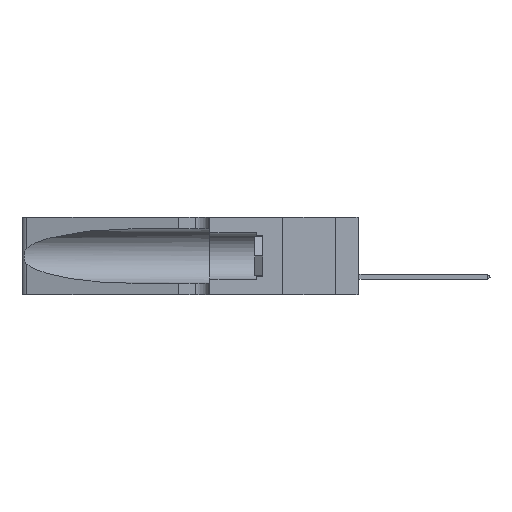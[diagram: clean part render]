
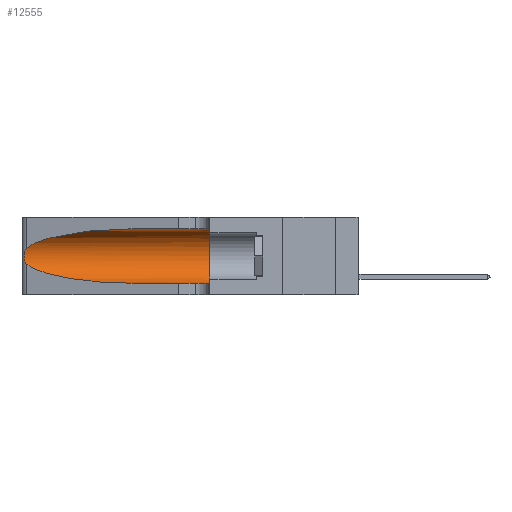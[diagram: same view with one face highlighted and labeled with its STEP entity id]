
A CAD part, left-side view. The second image highlights one B-rep face of the part: STEP entity #12555.
In plain terms, the highlighted cylindrical face has radius 3.308 mm (diameter 6.617 mm), a partial arc.
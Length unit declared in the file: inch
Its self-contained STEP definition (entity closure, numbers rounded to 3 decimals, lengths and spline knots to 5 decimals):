
#613 = CARTESIAN_POINT ( 'NONE',  ( 0.1305, 1.61858, 0.31525 ) ) ;
#1039 = ORIENTED_EDGE ( 'NONE', *, *, #26708, .F. ) ;
#1140 = CARTESIAN_POINT ( 'NONE',  ( 0.25555, 1.22993, 0.14849 ) ) ;
#1742 = CARTESIAN_POINT ( 'NONE',  ( 0.2373, 1.15595, 0.28018 ) ) ;
#1823 = CARTESIAN_POINT ( 'NONE',  ( 0.25787, 1.23484, 0.2124 ) ) ;
#3415 = VERTEX_POINT ( 'NONE', #7871 ) ;
#3678 = EDGE_CURVE ( 'NONE', #8643, #10376, #20485, .T. ) ;
#4342 = CARTESIAN_POINT ( 'NONE',  ( 0.1305, 1.61858, 0.05475 ) ) ;
#5141 = CARTESIAN_POINT ( 'NONE',  ( 0.26018, 1.23835, 0.19895 ) ) ;
#6712 = CARTESIAN_POINT ( 'NONE',  ( 0.18966, 0.96281, 0.05475 ) ) ;
#7871 = CARTESIAN_POINT ( 'NONE',  ( 0.1305, 0.35, 0.05475 ) ) ;
#8098 = VERTEX_POINT ( 'NONE', #47492 ) ;
#8643 = VERTEX_POINT ( 'NONE', #34040 ) ;
#8715 = EDGE_CURVE ( 'NONE', #22182, #3415, #27602, .T. ) ;
#8841 = CARTESIAN_POINT ( 'NONE',  ( 0.25487, 1.22718, 0.14631 ) ) ;
#9144 = EDGE_CURVE ( 'NONE', #37363, #8098, #11503, .T. ) ;
#9365 = CARTESIAN_POINT ( 'NONE',  ( 0.25854, 1.2359, 0.20912 ) ) ;
#9731 = DIRECTION ( 'NONE',  ( 0., 0., -1. ) ) ;
#10376 = VERTEX_POINT ( 'NONE', #11624 ) ;
#10387 = EDGE_CURVE ( 'NONE', #37363, #8643, #11678, .T. ) ;
#11503 = LINE ( 'NONE', #613, #15608 ) ;
#11624 = CARTESIAN_POINT ( 'NONE',  ( 0.25487, 1.22718, 0.14631 ) ) ;
#11678 =( BOUNDED_CURVE ( )  B_SPLINE_CURVE ( 3, ( #20418, #35896, #1742, #29592 ),
 .UNSPECIFIED., .F., .T. ) 
 B_SPLINE_CURVE_WITH_KNOTS ( ( 4, 4 ),
 ( 1.5708, 2.84003 ),
 .UNSPECIFIED. ) 
 CURVE ( )  GEOMETRIC_REPRESENTATION_ITEM ( )  RATIONAL_B_SPLINE_CURVE ( ( 1., 0.87, 0.87, 1. ) ) 
 REPRESENTATION_ITEM ( '' )  );
#11796 = FACE_OUTER_BOUND ( 'NONE', #24287, .T. ) ;
#11869 = AXIS2_PLACEMENT_3D ( 'NONE', #16009, #36841, #9731 ) ;
#12177 = CIRCLE ( 'NONE', #12930, 0.13025 ) ;
#12555 = ADVANCED_FACE ( 'NONE', ( #11796 ), #21380, .F. ) ;
#12930 = AXIS2_PLACEMENT_3D ( 'NONE', #28392, #35854, #24758 ) ;
#15608 = VECTOR ( 'NONE', #19975, 39.37008 ) ;
#16009 = CARTESIAN_POINT ( 'NONE',  ( 0.1305, 1.61858, 0.185 ) ) ;
#16211 = ORIENTED_EDGE ( 'NONE', *, *, #30906, .T. ) ;
#17164 = CARTESIAN_POINT ( 'NONE',  ( 0.25856, 1.23593, 0.16098 ) ) ;
#18056 = CARTESIAN_POINT ( 'NONE',  ( 0.2373, 1.15595, 0.08982 ) ) ;
#19975 = DIRECTION ( 'NONE',  ( 0., -1., 0. ) ) ;
#20418 = CARTESIAN_POINT ( 'NONE',  ( 0.1305, 0.72297, 0.31525 ) ) ;
#20485 = B_SPLINE_CURVE_WITH_KNOTS ( 'NONE', 3,
 ( #47493, #28334, #31995, #1823, #9365, #5141, #35635, #36165, #39968, #17164, #46810, #24006, #1140, #8841 ),
 .UNSPECIFIED., .F., .F.,
 ( 4, 2, 2, 2, 2, 2, 4 ),
 ( 0., 0.00027, 0.00053, 0.00107, 0.0016, 0.00187, 0.00214 ),
 .UNSPECIFIED. ) ;
#21380 = CYLINDRICAL_SURFACE ( 'NONE', #11869, 0.13025 ) ;
#22182 = VERTEX_POINT ( 'NONE', #44189 ) ;
#23588 = ORIENTED_EDGE ( 'NONE', *, *, #8715, .T. ) ;
#24006 = CARTESIAN_POINT ( 'NONE',  ( 0.25639, 1.23186, 0.15144 ) ) ;
#24287 = EDGE_LOOP ( 'NONE', ( #32291, #39155, #16211, #23588, #1039, #44950 ) ) ;
#24758 = DIRECTION ( 'NONE',  ( 0., 0., 1. ) ) ;
#26708 = EDGE_CURVE ( 'NONE', #8098, #3415, #12177, .T. ) ;
#27602 = LINE ( 'NONE', #4342, #36583 ) ;
#28334 = CARTESIAN_POINT ( 'NONE',  ( 0.25555, 1.22994, 0.2215 ) ) ;
#28392 = CARTESIAN_POINT ( 'NONE',  ( 0.1305, 0.35, 0.185 ) ) ;
#29592 = CARTESIAN_POINT ( 'NONE',  ( 0.25487, 1.22718, 0.22369 ) ) ;
#30906 = EDGE_CURVE ( 'NONE', #10376, #22182, #35430, .T. ) ;
#31995 = CARTESIAN_POINT ( 'NONE',  ( 0.25639, 1.23184, 0.21858 ) ) ;
#32291 = ORIENTED_EDGE ( 'NONE', *, *, #10387, .T. ) ;
#32698 = CARTESIAN_POINT ( 'NONE',  ( 0.1305, 0.72297, 0.05475 ) ) ;
#34040 = CARTESIAN_POINT ( 'NONE',  ( 0.25487, 1.22718, 0.22369 ) ) ;
#35430 =( BOUNDED_CURVE ( )  B_SPLINE_CURVE ( 3, ( #48392, #18056, #6712, #32698 ),
 .UNSPECIFIED., .F., .F. ) 
 B_SPLINE_CURVE_WITH_KNOTS ( ( 4, 4 ),
 ( 3.44316, 4.71239 ),
 .UNSPECIFIED. ) 
 CURVE ( )  GEOMETRIC_REPRESENTATION_ITEM ( )  RATIONAL_B_SPLINE_CURVE ( ( 1., 0.87, 0.87, 1. ) ) 
 REPRESENTATION_ITEM ( '' )  );
#35635 = CARTESIAN_POINT ( 'NONE',  ( 0.26075, 1.23896, 0.19203 ) ) ;
#35854 = DIRECTION ( 'NONE',  ( 0., 1., 0. ) ) ;
#35896 = CARTESIAN_POINT ( 'NONE',  ( 0.18966, 0.96281, 0.31525 ) ) ;
#36149 = DIRECTION ( 'NONE',  ( 0., -1., 0. ) ) ;
#36165 = CARTESIAN_POINT ( 'NONE',  ( 0.26075, 1.23896, 0.178 ) ) ;
#36583 = VECTOR ( 'NONE', #36149, 39.37008 ) ;
#36841 = DIRECTION ( 'NONE',  ( 0., -1., 0. ) ) ;
#37363 = VERTEX_POINT ( 'NONE', #47375 ) ;
#39155 = ORIENTED_EDGE ( 'NONE', *, *, #3678, .T. ) ;
#39968 = CARTESIAN_POINT ( 'NONE',  ( 0.26017, 1.23833, 0.17102 ) ) ;
#44189 = CARTESIAN_POINT ( 'NONE',  ( 0.1305, 0.72297, 0.05475 ) ) ;
#44950 = ORIENTED_EDGE ( 'NONE', *, *, #9144, .F. ) ;
#46810 = CARTESIAN_POINT ( 'NONE',  ( 0.25789, 1.23486, 0.15765 ) ) ;
#47375 = CARTESIAN_POINT ( 'NONE',  ( 0.1305, 0.72297, 0.31525 ) ) ;
#47492 = CARTESIAN_POINT ( 'NONE',  ( 0.1305, 0.35, 0.31525 ) ) ;
#47493 = CARTESIAN_POINT ( 'NONE',  ( 0.25487, 1.22718, 0.22369 ) ) ;
#48392 = CARTESIAN_POINT ( 'NONE',  ( 0.25487, 1.22718, 0.14631 ) ) ;
